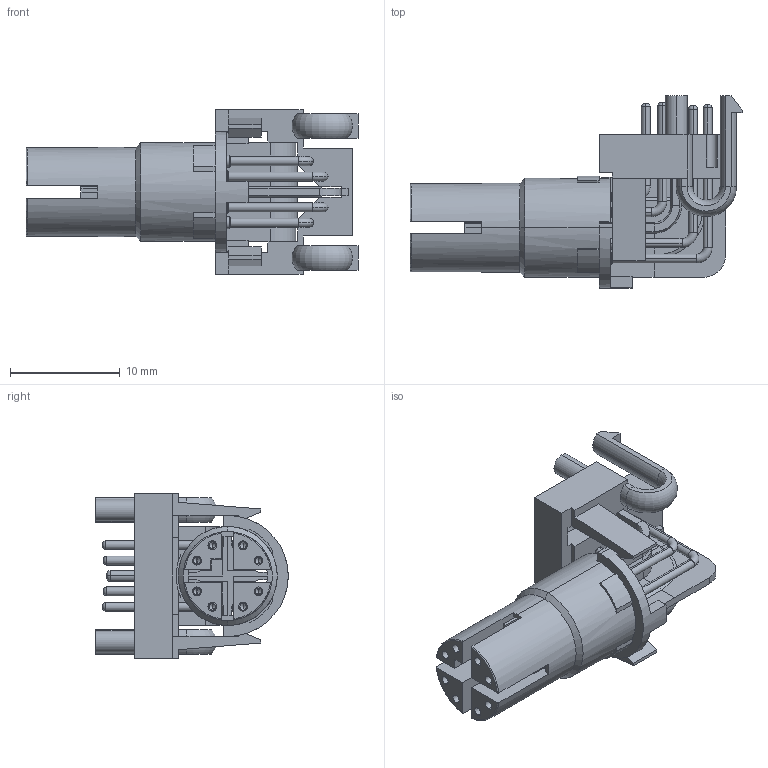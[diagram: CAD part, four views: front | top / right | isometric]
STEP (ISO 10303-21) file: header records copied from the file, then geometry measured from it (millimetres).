
FILE_DESCRIPTION (( 'STEP AP203' ), '1' );
FILE_NAME ('54-00391.STEP', '2024-09-10T21:18:19', ( '' ), ( '' ), 'SwSTEP 2.0', 'SolidWorks 2021', '' );
FILE_SCHEMA (( 'CONFIG_CONTROL_DESIGN' ));
Length unit declared in the file: millimetre
Products named in the file (8): 54-00391-05___; 54-00391-02___; 54-00391-07___; 54-00391; 54-00391-06___; 54-00391-04___; 54-00391-03___; 54-00391-01___
Assembly tree (11 placements, depth 2):
  54-00391
    54-00391-01___
    54-00391-02___
    54-00391-03___
    54-00391-04___  x2
    54-00391-05___  x2
    54-00391-06___  x2
    54-00391-07___  x2
Bounding box: 30.2 x 17.5 x 15 mm (x, y, z)
Volume: 1742.4 mm3; surface area: 4481.1 mm2
Topology: 11 solids, 11 shells, 644 faces, 1659 edges, 1050 vertices
Faces by surface type: plane 332, cylinder 196, torus 76, cone 40
Entity records: 16541 total; most frequent: CARTESIAN_POINT 2797, DIRECTION 2789, ORIENTED_EDGE 2614, EDGE_CURVE 1307, AXIS2_PLACEMENT_3D 976, VERTEX_POINT 838, LINE 837, VECTOR 837
